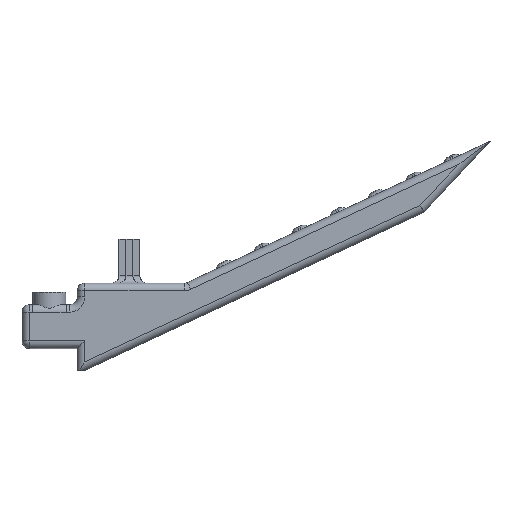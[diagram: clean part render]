
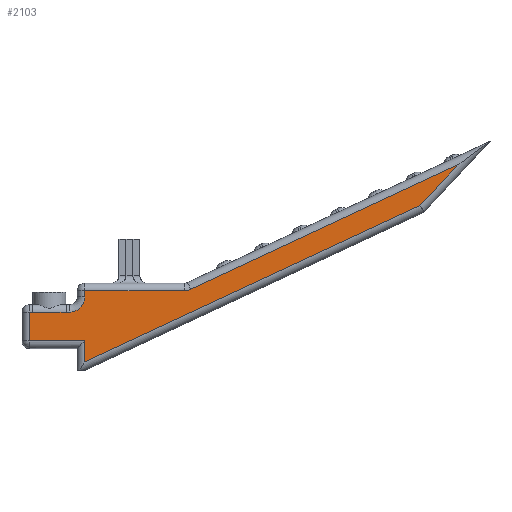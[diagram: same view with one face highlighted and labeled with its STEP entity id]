
A CAD part, front view. The second image highlights one B-rep face of the part: STEP entity #2103.
In plain terms, the highlighted planar face has unit normal (0, -1, 0).
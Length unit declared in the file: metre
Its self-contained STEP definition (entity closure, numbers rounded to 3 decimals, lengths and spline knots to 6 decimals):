
#224=LINE('',#3510,#391);
#225=LINE('',#3513,#392);
#226=LINE('',#3517,#393);
#227=LINE('',#3519,#394);
#228=LINE('',#3521,#395);
#229=LINE('',#3523,#396);
#230=LINE('',#3525,#397);
#231=LINE('',#3527,#398);
#232=LINE('',#3529,#399);
#233=LINE('',#3531,#400);
#234=LINE('',#3533,#401);
#391=VECTOR('',#2704,1.);
#392=VECTOR('',#2705,1.);
#393=VECTOR('',#2708,1.);
#394=VECTOR('',#2709,1.);
#395=VECTOR('',#2710,1.);
#396=VECTOR('',#2711,1.);
#397=VECTOR('',#2712,1.);
#398=VECTOR('',#2713,1.);
#399=VECTOR('',#2714,1.);
#400=VECTOR('',#2715,1.);
#401=VECTOR('',#2716,1.);
#595=ORIENTED_EDGE('',*,*,#1228,.T.);
#596=ORIENTED_EDGE('',*,*,#1229,.T.);
#597=ORIENTED_EDGE('',*,*,#1230,.F.);
#598=ORIENTED_EDGE('',*,*,#1231,.T.);
#599=ORIENTED_EDGE('',*,*,#1232,.T.);
#600=ORIENTED_EDGE('',*,*,#1233,.T.);
#601=ORIENTED_EDGE('',*,*,#1234,.T.);
#602=ORIENTED_EDGE('',*,*,#1235,.T.);
#603=ORIENTED_EDGE('',*,*,#1236,.T.);
#604=ORIENTED_EDGE('',*,*,#1237,.T.);
#605=ORIENTED_EDGE('',*,*,#1238,.T.);
#606=ORIENTED_EDGE('',*,*,#1239,.T.);
#607=ORIENTED_EDGE('',*,*,#1240,.F.);
#1228=EDGE_CURVE('',#1542,#1543,#224,.T.);
#1229=EDGE_CURVE('',#1543,#1544,#225,.T.);
#1230=EDGE_CURVE('',#1545,#1544,#1656,.T.);
#1231=EDGE_CURVE('',#1545,#1546,#226,.F.);
#1232=EDGE_CURVE('',#1546,#1547,#227,.F.);
#1233=EDGE_CURVE('',#1547,#1548,#228,.F.);
#1234=EDGE_CURVE('',#1548,#1549,#229,.F.);
#1235=EDGE_CURVE('',#1549,#1550,#230,.F.);
#1236=EDGE_CURVE('',#1550,#1551,#231,.T.);
#1237=EDGE_CURVE('',#1551,#1552,#232,.T.);
#1238=EDGE_CURVE('',#1552,#1553,#233,.T.);
#1239=EDGE_CURVE('',#1553,#1554,#234,.T.);
#1240=EDGE_CURVE('',#1542,#1554,#1657,.T.);
#1542=VERTEX_POINT('',#3511);
#1543=VERTEX_POINT('',#3512);
#1544=VERTEX_POINT('',#3514);
#1545=VERTEX_POINT('',#3516);
#1546=VERTEX_POINT('',#3518);
#1547=VERTEX_POINT('',#3520);
#1548=VERTEX_POINT('',#3522);
#1549=VERTEX_POINT('',#3524);
#1550=VERTEX_POINT('',#3526);
#1551=VERTEX_POINT('',#3528);
#1552=VERTEX_POINT('',#3530);
#1553=VERTEX_POINT('',#3532);
#1554=VERTEX_POINT('',#3534);
#1656=CIRCLE('',#2292,0.002208);
#1657=CIRCLE('',#2293,0.002208);
#1769=EDGE_LOOP('',(#595,#596,#597,#598,#599,#600,#601,#602,#603,#604,#605,
#606,#607));
#1922=FACE_BOUND('',#1769,.T.);
#2067=PLANE('',#2291);
#2103=ADVANCED_FACE('',(#1922),#2067,.T.);
#2291=AXIS2_PLACEMENT_3D('',#3509,#2702,#2703);
#2292=AXIS2_PLACEMENT_3D('',#3515,#2706,#2707);
#2293=AXIS2_PLACEMENT_3D('',#3535,#2717,#2718);
#2702=DIRECTION('',(0.,-1.,0.));
#2703=DIRECTION('',(1.,0.,0.));
#2704=DIRECTION('',(-1.,0.,0.));
#2705=DIRECTION('',(0.,0.,-1.));
#2706=DIRECTION('',(0.,-1.,0.));
#2707=DIRECTION('',(0.,0.,-1.));
#2708=DIRECTION('',(1.,0.,0.));
#2709=DIRECTION('',(1.,0.,0.));
#2710=DIRECTION('',(1.,0.,0.));
#2711=DIRECTION('',(0.,0.,1.));
#2712=DIRECTION('',(-1.,0.,0.));
#2713=DIRECTION('',(0.,0.,-1.));
#2714=DIRECTION('',(0.906,0.,0.423));
#2715=DIRECTION('',(0.681,0.,0.732));
#2716=DIRECTION('',(-0.906,0.,-0.423));
#2717=DIRECTION('',(0.,-1.,0.));
#2718=DIRECTION('',(0.,0.,-1.));
#3509=CARTESIAN_POINT('',(0.026127,-0.010414,0.013466));
#3510=CARTESIAN_POINT('',(0.000102,-0.010414,0.008405));
#3511=CARTESIAN_POINT('',(0.015701,-0.010414,0.008405));
#3512=CARTESIAN_POINT('',(0.001206,-0.010414,0.008405));
#3513=CARTESIAN_POINT('',(0.001206,-0.010414,0.0064));
#3514=CARTESIAN_POINT('',(0.001206,-0.010414,0.007504));
#3515=CARTESIAN_POINT('',(-0.001002,-0.010414,0.007504));
#3516=CARTESIAN_POINT('',(-0.001002,-0.010414,0.005296));
#3517=CARTESIAN_POINT('',(0.026127,-0.010414,0.005296));
#3518=CARTESIAN_POINT('',(-0.00151,-0.010414,0.005299));
#3519=CARTESIAN_POINT('',(0.026127,-0.010414,0.005302));
#3520=CARTESIAN_POINT('',(-0.006361,-0.010414,0.005299));
#3521=CARTESIAN_POINT('',(0.026127,-0.010414,0.005296));
#3522=CARTESIAN_POINT('',(-0.006817,-0.010414,0.005296));
#3523=CARTESIAN_POINT('',(-0.006817,-0.010414,0.013466));
#3524=CARTESIAN_POINT('',(-0.006817,-0.010414,0.001104));
#3525=CARTESIAN_POINT('',(0.026127,-0.010414,0.001104));
#3526=CARTESIAN_POINT('',(0.001189,-0.010414,0.001104));
#3527=CARTESIAN_POINT('',(0.001189,-0.010414,-0.0032));
#3528=CARTESIAN_POINT('',(0.001189,-0.010414,-0.001954));
#3529=CARTESIAN_POINT('',(0.050165,-0.010414,0.020883));
#3530=CARTESIAN_POINT('',(0.04997,-0.010414,0.020792));
#3531=CARTESIAN_POINT('',(0.059366,-0.010414,0.030884));
#3532=CARTESIAN_POINT('',(0.055505,-0.010414,0.026737));
#3533=CARTESIAN_POINT('',(0.016412,-0.010414,0.008508));
#3534=CARTESIAN_POINT('',(0.016634,-0.010414,0.008611));
#3535=CARTESIAN_POINT('',(0.015701,-0.010414,0.010612));
